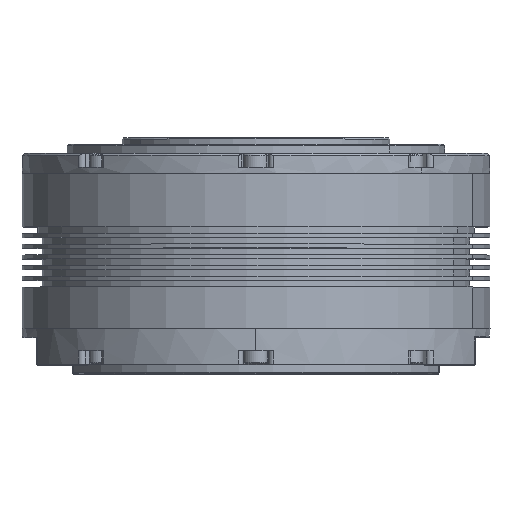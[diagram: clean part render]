
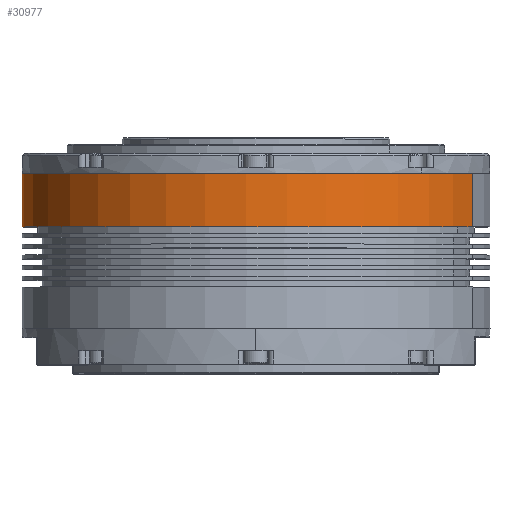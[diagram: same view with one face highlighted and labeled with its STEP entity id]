
A CAD part, top view. The second image highlights one B-rep face of the part: STEP entity #30977.
In plain terms, the highlighted cylindrical face has radius 52.5 mm (diameter 105 mm), a partial arc.
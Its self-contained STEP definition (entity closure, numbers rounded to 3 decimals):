
#379 = CARTESIAN_POINT ( 'NONE',  ( 0., 0., 35.8 ) ) ;
#744 = VECTOR ( 'NONE', #9154, 1000. ) ;
#2571 = AXIS2_PLACEMENT_3D ( 'NONE', #26379, #29778, #18395 ) ;
#3430 = EDGE_CURVE ( 'NONE', #17191, #3823, #18933, .T. ) ;
#3540 = DIRECTION ( 'NONE',  ( 0., 0., 1. ) ) ;
#3823 = VERTEX_POINT ( 'NONE', #38790 ) ;
#4571 = LINE ( 'NONE', #30939, #744 ) ;
#5873 = DIRECTION ( 'NONE',  ( -1., 0., 0. ) ) ;
#7974 = EDGE_CURVE ( 'NONE', #36176, #17191, #4571, .T. ) ;
#7992 = CYLINDRICAL_SURFACE ( 'NONE', #2571, 52.5 ) ;
#8804 = CARTESIAN_POINT ( 'NONE',  ( 52.5, 0., 35.8 ) ) ;
#9154 = DIRECTION ( 'NONE',  ( 0., 0., -1. ) ) ;
#9412 = ORIENTED_EDGE ( 'NONE', *, *, #44441, .T. ) ;
#9701 = CIRCLE ( 'NONE', #24394, 52.5 ) ;
#11601 = FACE_OUTER_BOUND ( 'NONE', #21590, .T. ) ;
#15967 = CARTESIAN_POINT ( 'NONE',  ( -52.5, 0., 35.8 ) ) ;
#16965 = DIRECTION ( 'NONE',  ( 0., 0., -1. ) ) ;
#17191 = VERTEX_POINT ( 'NONE', #32702 ) ;
#18395 = DIRECTION ( 'NONE',  ( -1., 0., 0. ) ) ;
#18933 = CIRCLE ( 'NONE', #35971, 52.5 ) ;
#21590 = EDGE_LOOP ( 'NONE', ( #24051, #9412, #29350, #30755 ) ) ;
#22327 = VECTOR ( 'NONE', #16965, 1000. ) ;
#22501 = VERTEX_POINT ( 'NONE', #8804 ) ;
#24051 = ORIENTED_EDGE ( 'NONE', *, *, #36808, .F. ) ;
#24275 = CARTESIAN_POINT ( 'NONE',  ( 0., 0., 23.8 ) ) ;
#24394 = AXIS2_PLACEMENT_3D ( 'NONE', #379, #3540, #29201 ) ;
#26379 = CARTESIAN_POINT ( 'NONE',  ( 0., 0., 35.8 ) ) ;
#29201 = DIRECTION ( 'NONE',  ( 1., 0., 0. ) ) ;
#29350 = ORIENTED_EDGE ( 'NONE', *, *, #3430, .F. ) ;
#29778 = DIRECTION ( 'NONE',  ( 0., 0., -1. ) ) ;
#30755 = ORIENTED_EDGE ( 'NONE', *, *, #7974, .F. ) ;
#30939 = CARTESIAN_POINT ( 'NONE',  ( -52.5, 0., 35.8 ) ) ;
#30977 = ADVANCED_FACE ( 'NONE', ( #11601 ), #7992, .T. ) ;
#32702 = CARTESIAN_POINT ( 'NONE',  ( -52.5, 0., 23.8 ) ) ;
#35971 = AXIS2_PLACEMENT_3D ( 'NONE', #24275, #39097, #5873 ) ;
#36176 = VERTEX_POINT ( 'NONE', #15967 ) ;
#36808 = EDGE_CURVE ( 'NONE', #22501, #36176, #9701, .T. ) ;
#38790 = CARTESIAN_POINT ( 'NONE',  ( 52.5, 0., 23.8 ) ) ;
#39097 = DIRECTION ( 'NONE',  ( 0., 0., -1. ) ) ;
#43632 = LINE ( 'NONE', #46320, #22327 ) ;
#44441 = EDGE_CURVE ( 'NONE', #22501, #3823, #43632, .T. ) ;
#46320 = CARTESIAN_POINT ( 'NONE',  ( 52.5, 0., 35.8 ) ) ;
